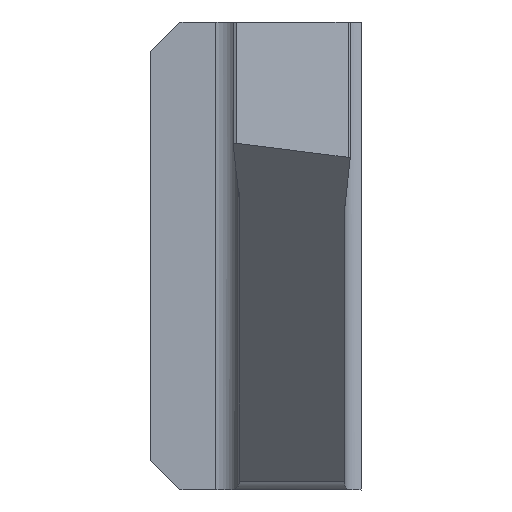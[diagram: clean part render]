
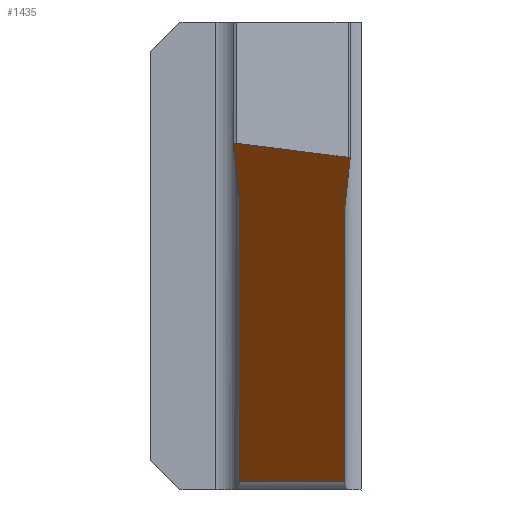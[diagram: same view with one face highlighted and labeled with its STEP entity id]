
A CAD part, front view. The second image highlights one B-rep face of the part: STEP entity #1435.
In plain terms, the highlighted planar face has unit normal (0, -0.427, -0.904).
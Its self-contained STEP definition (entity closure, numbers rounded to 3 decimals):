
#797=CARTESIAN_POINT('',(1.51,1.959,-2.998));
#798=VERTEX_POINT('',#797);
#809=CARTESIAN_POINT('',(1.51,1.959,-2.998));
#810=DIRECTION('',(0.,0.904,-0.427));
#811=VECTOR('',#810,11.353);
#812=LINE('',#809,#811);
#813=CARTESIAN_POINT('',(1.51,12.223,-7.85));
#814=VERTEX_POINT('',#813);
#815=EDGE_CURVE('',#798,#814,#812,.T.);
#900=CARTESIAN_POINT('',(3.312,12.223,-7.85));
#901=VERTEX_POINT('',#900);
#935=CARTESIAN_POINT('',(3.312,12.223,-7.85));
#936=DIRECTION('',(-1.,0.,0.));
#937=VECTOR('',#936,1.802);
#938=LINE('',#935,#937);
#939=EDGE_CURVE('',#901,#814,#938,.T.);
#965=CARTESIAN_POINT('',(3.312,12.223,-7.85));
#966=DIRECTION('',(0.,-0.904,0.427));
#967=VECTOR('',#966,10.833);
#968=LINE('',#965,#967);
#969=CARTESIAN_POINT('',(3.312,2.429,-3.221));
#970=VERTEX_POINT('',#969);
#971=EDGE_CURVE('',#901,#970,#968,.T.);
#1093=CARTESIAN_POINT('',(3.312,2.429,-3.221));
#1094=DIRECTION('',(0.047,-0.903,0.427));
#1095=VECTOR('',#1094,2.068);
#1096=LINE('',#1093,#1095);
#1097=CARTESIAN_POINT('',(3.41,0.562,-2.338));
#1098=VERTEX_POINT('',#1097);
#1099=EDGE_CURVE('',#970,#1098,#1096,.T.);
#1159=CARTESIAN_POINT('',(3.373,0.511,-2.314));
#1160=VERTEX_POINT('',#1159);
#1171=CARTESIAN_POINT('',(3.41,0.562,-2.338));
#1172=CARTESIAN_POINT('',(3.411,0.537,-2.326));
#1173=CARTESIAN_POINT('',(3.397,0.517,-2.317));
#1174=CARTESIAN_POINT('',(3.373,0.511,-2.314));
#1175=(BOUNDED_CURVE()B_SPLINE_CURVE(3,(#1171,#1172,#1173,#1174),.UNSPECIFIED.,.F.,.F.)B_SPLINE_CURVE_WITH_KNOTS((4,4),(0.,1.),.UNSPECIFIED.)CURVE()GEOMETRIC_REPRESENTATION_ITEM()RATIONAL_B_SPLINE_CURVE((1.,0.851,0.851,1.))REPRESENTATION_ITEM('')
);
#1176=EDGE_CURVE('',#1098,#1160,#1175,.T.);
#1236=CARTESIAN_POINT('',(3.373,0.511,-2.314));
#1237=DIRECTION('',(-0.959,-0.257,0.121));
#1238=VECTOR('',#1237,1.982);
#1239=LINE('',#1236,#1238);
#1240=CARTESIAN_POINT('',(1.473,0.002,-2.073));
#1241=VERTEX_POINT('',#1240);
#1242=EDGE_CURVE('',#1160,#1241,#1239,.T.);
#1313=CARTESIAN_POINT('',(1.41,0.053,-2.097));
#1314=VERTEX_POINT('',#1313);
#1325=CARTESIAN_POINT('',(1.473,0.002,-2.073));
#1326=CARTESIAN_POINT('',(1.437,-0.008,-2.068));
#1327=CARTESIAN_POINT('',(1.408,0.015,-2.08));
#1328=CARTESIAN_POINT('',(1.41,0.053,-2.097));
#1329=(BOUNDED_CURVE()B_SPLINE_CURVE(3,(#1325,#1326,#1327,#1328),.UNSPECIFIED.,.F.,.F.)B_SPLINE_CURVE_WITH_KNOTS((4,4),(0.,1.),.UNSPECIFIED.)CURVE()GEOMETRIC_REPRESENTATION_ITEM()RATIONAL_B_SPLINE_CURVE((1.,0.725,0.725,1.))REPRESENTATION_ITEM('')
);
#1330=EDGE_CURVE('',#1241,#1314,#1329,.T.);
#1351=CARTESIAN_POINT('',(2.905,5.638,-4.737));
#1352=DIRECTION('',(0.,0.427,0.904));
#1353=DIRECTION('',(0.,-0.386,0.183));
#1354=AXIS2_PLACEMENT_3D('',#1351,#1352,#1353);
#1355=PLANE('',#1354);
#1356=ORIENTED_EDGE('Edge 1148',*,*,#815,.T.);
#1365=CARTESIAN_POINT('',(1.41,0.053,-2.097));
#1366=DIRECTION('',(0.047,0.903,-0.427));
#1367=VECTOR('',#1366,2.111);
#1368=LINE('',#1365,#1367);
#1369=EDGE_CURVE('',#1314,#798,#1368,.T.);
#1370=ORIENTED_EDGE('Edge 230',*,*,#1369,.T.);
#1379=ORIENTED_EDGE('Edge 235',*,*,#1330,.T.);
#1388=ORIENTED_EDGE('Edge 240',*,*,#1242,.T.);
#1397=ORIENTED_EDGE('Edge 245',*,*,#1176,.T.);
#1406=ORIENTED_EDGE('Edge 250',*,*,#1099,.T.);
#1415=ORIENTED_EDGE('Edge 1182',*,*,#971,.T.);
#1424=ORIENTED_EDGE('Edge 260',*,*,#939,.F.);
#1433=EDGE_LOOP('',(#1424,#1415,#1406,#1397,#1388,#1379,#1370,#1356));
#1434=FACE_OUTER_BOUND('Loop 261',#1433,.T.);
#1435=ADVANCED_FACE('Face 262',(#1434),#1355,.F.);
